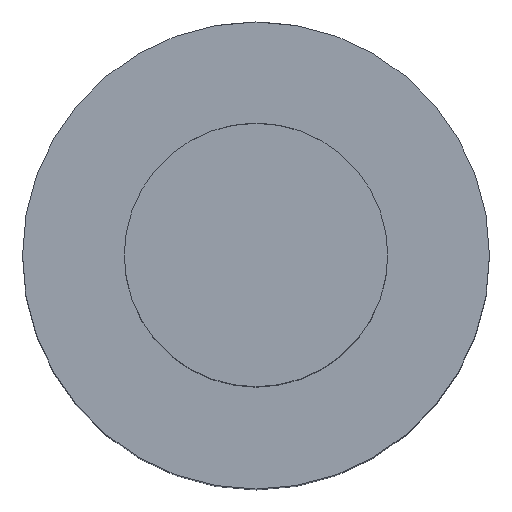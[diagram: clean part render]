
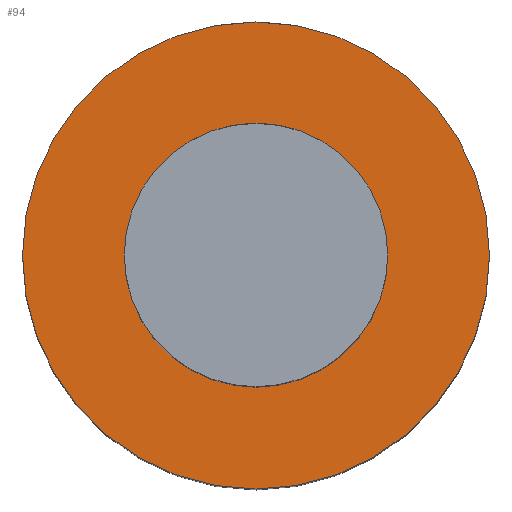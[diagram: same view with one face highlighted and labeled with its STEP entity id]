
A CAD part, top view. The second image highlights one B-rep face of the part: STEP entity #94.
In plain terms, the highlighted planar face has unit normal (0, 0, 1).
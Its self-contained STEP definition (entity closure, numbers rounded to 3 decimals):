
#50=EDGE_CURVE('240[2]',#127,#127,#128,.T.);
#91=EDGE_CURVE('240[2]',#190,#190,#191,.T.);
#94=ADVANCED_FACE('240[2]',(#194,#195),#196,.T.);
#127=VERTEX_POINT('',#227);
#128=CIRCLE('',#228,11.0);
#190=VERTEX_POINT('',#502);
#191=CIRCLE('',#503,19.5);
#194=FACE_BOUND('',#507,.T.);
#195=FACE_OUTER_BOUND('',#508,.T.);
#196=PLANE('',#509);
#227=CARTESIAN_POINT('',(11.0,0.0,0.0));
#228=AXIS2_PLACEMENT_3D('',#537,#538,#539);
#502=CARTESIAN_POINT('',(0.,19.5,0.));
#503=AXIS2_PLACEMENT_3D('',#598,#599,#600);
#507=EDGE_LOOP('',(#602));
#508=EDGE_LOOP('',(#603));
#509=AXIS2_PLACEMENT_3D('',#604,#605,#606);
#537=CARTESIAN_POINT('',(0.0,0.0,0.));
#538=DIRECTION('',(0.,0.,-1.0));
#539=DIRECTION('',(1.0,0.,0.));
#598=CARTESIAN_POINT('',(0.0,0.0,0.0));
#599=DIRECTION('',(0.,0.,-1.0));
#600=DIRECTION('',(0.,1.0,0.));
#602=ORIENTED_EDGE('',*,*,#50,.T.);
#603=ORIENTED_EDGE('',*,*,#91,.F.);
#604=CARTESIAN_POINT('',(0.,9.75,0.));
#605=DIRECTION('',(0.,0.,1.0));
#606=DIRECTION('',(1.0,0.,0.0));
